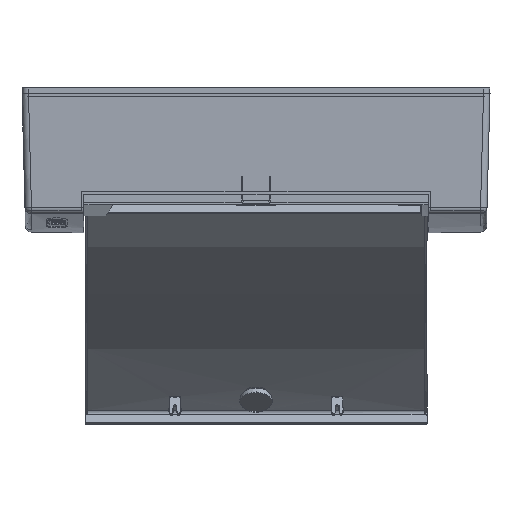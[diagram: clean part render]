
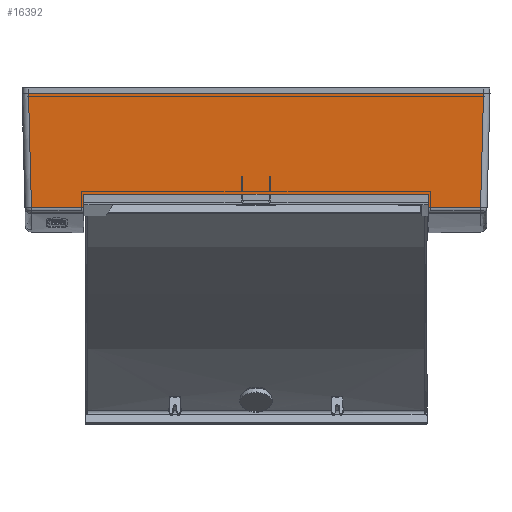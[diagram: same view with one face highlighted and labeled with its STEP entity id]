
A CAD part, left-side view. The second image highlights one B-rep face of the part: STEP entity #16392.
In plain terms, the highlighted face is planar.
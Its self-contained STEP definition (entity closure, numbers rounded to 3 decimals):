
#1329=LINE('',#24109,#2785);
#1344=LINE('',#24150,#2800);
#1372=LINE('',#24377,#2828);
#1373=LINE('',#24381,#2829);
#1374=LINE('',#24383,#2830);
#1375=LINE('',#24385,#2831);
#1376=LINE('',#24387,#2832);
#1377=LINE('',#24388,#2833);
#2785=VECTOR('',#20036,1000.);
#2800=VECTOR('',#20069,1000.);
#2828=VECTOR('',#20135,1000.);
#2829=VECTOR('',#20140,1000.);
#2830=VECTOR('',#20141,1000.);
#2831=VECTOR('',#20142,1000.);
#2832=VECTOR('',#20143,1000.);
#2833=VECTOR('',#20144,1000.);
#5443=ORIENTED_EDGE('',*,*,#8408,.T.);
#5444=ORIENTED_EDGE('',*,*,#8409,.F.);
#5445=ORIENTED_EDGE('',*,*,#8410,.T.);
#5446=ORIENTED_EDGE('',*,*,#8411,.T.);
#5447=ORIENTED_EDGE('',*,*,#8361,.T.);
#5448=ORIENTED_EDGE('',*,*,#8412,.F.);
#5449=ORIENTED_EDGE('',*,*,#8406,.F.);
#5450=ORIENTED_EDGE('',*,*,#8341,.T.);
#8341=EDGE_CURVE('',#9960,#9959,#1329,.T.);
#8361=EDGE_CURVE('',#9977,#9978,#1344,.T.);
#8406=EDGE_CURVE('',#9960,#10001,#1372,.T.);
#8408=EDGE_CURVE('',#9959,#10002,#1373,.T.);
#8409=EDGE_CURVE('',#10003,#10002,#1374,.T.);
#8410=EDGE_CURVE('',#10003,#10004,#1375,.T.);
#8411=EDGE_CURVE('',#10004,#9977,#1376,.T.);
#8412=EDGE_CURVE('',#10001,#9978,#1377,.T.);
#9959=VERTEX_POINT('',#24108);
#9960=VERTEX_POINT('',#24110);
#9977=VERTEX_POINT('',#24151);
#9978=VERTEX_POINT('',#24152);
#10001=VERTEX_POINT('',#24378);
#10002=VERTEX_POINT('',#24382);
#10003=VERTEX_POINT('',#24384);
#10004=VERTEX_POINT('',#24386);
#11447=EDGE_LOOP('',(#5443,#5444,#5445,#5446,#5447,#5448,#5449,#5450));
#12417=FACE_BOUND('',#11447,.T.);
#13190=PLANE('',#17385);
#16392=ADVANCED_FACE('',(#12417),#13190,.F.);
#17385=AXIS2_PLACEMENT_3D('',#24380,#20138,#20139);
#20036=DIRECTION('',(0.026,0.,1.));
#20069=DIRECTION('',(0.,-1.,0.));
#20135=DIRECTION('',(0.,-1.,0.));
#20138=DIRECTION('',(-1.,0.,0.026));
#20139=DIRECTION('',(-0.026,0.,-1.));
#20140=DIRECTION('',(0.,1.,0.));
#20141=DIRECTION('',(0.026,0.,1.));
#20142=DIRECTION('',(0.,1.,0.));
#20143=DIRECTION('',(0.026,0.026,0.999));
#20144=DIRECTION('',(0.026,-0.026,0.999));
#24108=CARTESIAN_POINT('',(141.378,47.75,-77.199));
#24109=CARTESIAN_POINT('',(141.105,47.75,-87.637));
#24110=CARTESIAN_POINT('',(141.105,47.75,-87.637));
#24150=CARTESIAN_POINT('',(143.4,180.25,0.));
#24151=CARTESIAN_POINT('',(143.4,355.502,0.));
#24152=CARTESIAN_POINT('',(143.4,4.998,0.));
#24377=CARTESIAN_POINT('',(141.105,180.25,-87.637));
#24378=CARTESIAN_POINT('',(141.105,7.293,-87.637));
#24380=CARTESIAN_POINT('',(143.4,180.25,0.));
#24381=CARTESIAN_POINT('',(141.378,47.75,-77.199));
#24382=CARTESIAN_POINT('',(141.378,312.75,-77.199));
#24383=CARTESIAN_POINT('',(141.105,312.75,-87.637));
#24384=CARTESIAN_POINT('',(141.105,312.75,-87.637));
#24385=CARTESIAN_POINT('',(141.105,180.25,-87.637));
#24386=CARTESIAN_POINT('',(141.105,353.207,-87.637));
#24387=CARTESIAN_POINT('',(143.28,355.382,-4.583));
#24388=CARTESIAN_POINT('',(143.28,5.118,-4.583));
